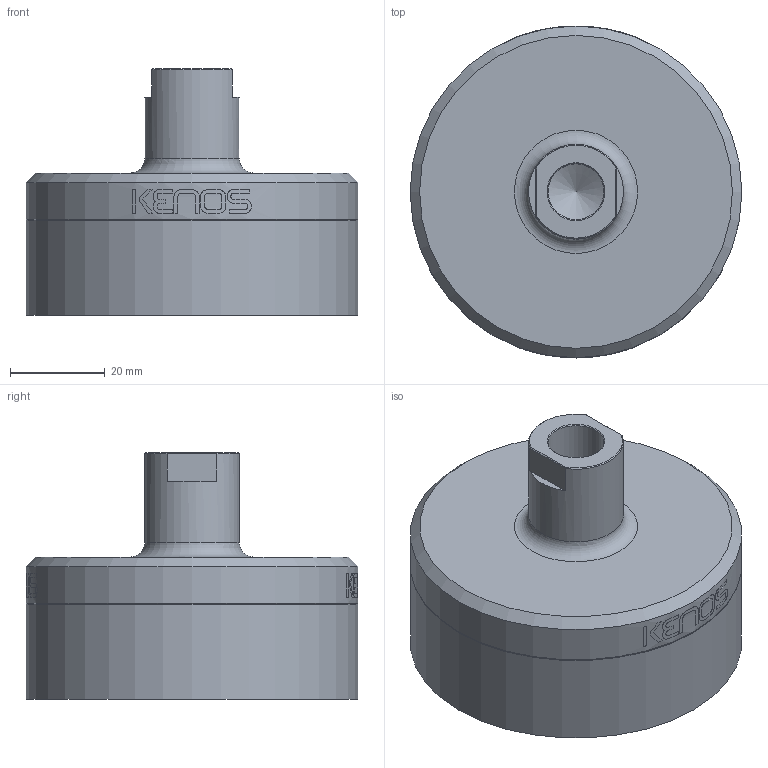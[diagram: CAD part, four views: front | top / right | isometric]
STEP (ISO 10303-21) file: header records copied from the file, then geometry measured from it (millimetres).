
FILE_DESCRIPTION(/* description */ ('Unknown'),/* implementation_level */ '2;1');
FILE_NAME(/* name */ 'KMG_A10_B10',/* time_stamp */ '2022-09-13T15:32:20+02:00',/* author */ ('Unknown'),/* organization */ ('Unknown'),/* preprocessor_version */ 'ST-DEVELOPER v16.7',/* originating_system */ 'DEX',/* authorisation */ $);
FILE_SCHEMA (('AUTOMOTIVE_DESIGN {1 0 10303 214 3 1 1}'));
Length unit declared in the file: millimetre
Products named in the file (5): KMG_A10_B10; A10_body_D70; B10_foam_D70x24
Assembly tree (4 placements, depth 3):
  KMG_A10_B10
    A10_body_D70
      A10_body_D70
    B10_foam_D70x24
      B10_foam_D70x24
Bounding box: 70 x 70 x 52 mm (x, y, z)
Volume: 120702.9 mm3; surface area: 23381.3 mm2
Topology: 2 solids, 2 shells, 320 faces, 902 edges, 600 vertices
Faces by surface type: bspline 180, plane 111, cylinder 22, cone 6, torus 1
Full cylindrical faces by diameter (mm): 11.8 x1, 20 x1, 70 x2
Entity records: 25825 total; most frequent: CARTESIAN_POINT 16508, ORIENTED_EDGE 1778, EDGE_CURVE 889, DIRECTION 886, VERTEX_POINT 598, B_SPLINE_CURVE_WITH_KNOTS 407, LINE 368, VECTOR 368
